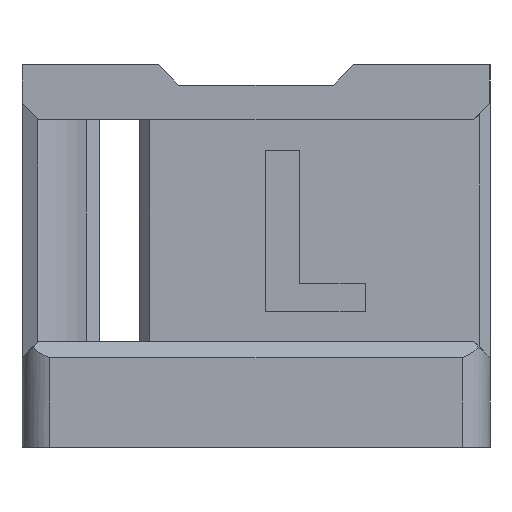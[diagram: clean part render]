
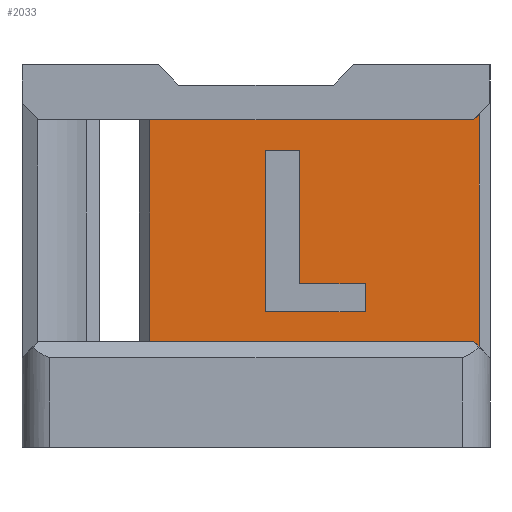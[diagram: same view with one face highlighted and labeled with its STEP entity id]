
A CAD part, left-side view. The second image highlights one B-rep face of the part: STEP entity #2033.
In plain terms, the highlighted planar face has unit normal (-1, 0, 0).
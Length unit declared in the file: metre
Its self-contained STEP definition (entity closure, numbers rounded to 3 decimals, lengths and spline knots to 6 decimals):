
#108=ORIENTED_EDGE('',*,*,#700,.T.);
#109=ORIENTED_EDGE('',*,*,#701,.T.);
#110=ORIENTED_EDGE('',*,*,#702,.T.);
#111=ORIENTED_EDGE('',*,*,#703,.T.);
#112=ORIENTED_EDGE('',*,*,#704,.F.);
#113=ORIENTED_EDGE('',*,*,#705,.T.);
#114=ORIENTED_EDGE('',*,*,#706,.T.);
#115=ORIENTED_EDGE('',*,*,#707,.T.);
#116=ORIENTED_EDGE('',*,*,#708,.T.);
#117=ORIENTED_EDGE('',*,*,#709,.T.);
#118=ORIENTED_EDGE('',*,*,#710,.T.);
#119=ORIENTED_EDGE('',*,*,#711,.T.);
#700=EDGE_CURVE('',#996,#997,#1197,.T.);
#701=EDGE_CURVE('',#997,#998,#1198,.F.);
#702=EDGE_CURVE('',#998,#999,#1199,.T.);
#703=EDGE_CURVE('',#999,#1000,#1200,.T.);
#704=EDGE_CURVE('',#1001,#1000,#1201,.T.);
#705=EDGE_CURVE('',#1001,#996,#1202,.T.);
#706=EDGE_CURVE('',#1002,#1003,#1203,.T.);
#707=EDGE_CURVE('',#1003,#1004,#1204,.T.);
#708=EDGE_CURVE('',#1004,#1005,#1205,.T.);
#709=EDGE_CURVE('',#1005,#1006,#1206,.T.);
#710=EDGE_CURVE('',#1006,#1007,#1207,.T.);
#711=EDGE_CURVE('',#1007,#1002,#1208,.T.);
#996=VERTEX_POINT('',#2895);
#997=VERTEX_POINT('',#2896);
#998=VERTEX_POINT('',#2898);
#999=VERTEX_POINT('',#2900);
#1000=VERTEX_POINT('',#2902);
#1001=VERTEX_POINT('',#2904);
#1002=VERTEX_POINT('',#2907);
#1003=VERTEX_POINT('',#2908);
#1004=VERTEX_POINT('',#2910);
#1005=VERTEX_POINT('',#2912);
#1006=VERTEX_POINT('',#2914);
#1007=VERTEX_POINT('',#2916);
#1197=LINE('',#2894,#1432);
#1198=LINE('',#2897,#1433);
#1199=LINE('',#2899,#1434);
#1200=LINE('',#2901,#1435);
#1201=LINE('',#2903,#1436);
#1202=LINE('',#2905,#1437);
#1203=LINE('',#2906,#1438);
#1204=LINE('',#2909,#1439);
#1205=LINE('',#2911,#1440);
#1206=LINE('',#2913,#1441);
#1207=LINE('',#2915,#1442);
#1208=LINE('',#2917,#1443);
#1432=VECTOR('',#2327,1.);
#1433=VECTOR('',#2328,1.);
#1434=VECTOR('',#2329,1.);
#1435=VECTOR('',#2330,1.);
#1436=VECTOR('',#2331,1.);
#1437=VECTOR('',#2332,1.);
#1438=VECTOR('',#2333,1.);
#1439=VECTOR('',#2334,1.);
#1440=VECTOR('',#2335,1.);
#1441=VECTOR('',#2336,1.);
#1442=VECTOR('',#2337,1.);
#1443=VECTOR('',#2338,1.);
#1667=EDGE_LOOP('',(#108,#109,#110,#111,#112,#113));
#1668=EDGE_LOOP('',(#114,#115,#116,#117,#118,#119));
#1808=FACE_BOUND('',#1667,.T.);
#1809=FACE_BOUND('',#1668,.T.);
#1949=PLANE('',#2157);
#2033=ADVANCED_FACE('',(#1808,#1809),#1949,.T.);
#2157=AXIS2_PLACEMENT_3D('',#2893,#2325,#2326);
#2325=DIRECTION('',(-1.,0.,0.));
#2326=DIRECTION('',(0.,0.,1.));
#2327=DIRECTION('',(0.,0.,1.));
#2328=DIRECTION('',(0.,-0.707,0.707));
#2329=DIRECTION('',(0.,1.,0.));
#2330=DIRECTION('',(0.,0.,-1.));
#2331=DIRECTION('',(0.,1.,0.));
#2332=DIRECTION('',(0.,-0.707,-0.707));
#2333=DIRECTION('',(0.,1.,0.));
#2334=DIRECTION('',(0.,0.,1.));
#2335=DIRECTION('',(0.,-1.,0.));
#2336=DIRECTION('',(0.,0.,-1.));
#2337=DIRECTION('',(0.,-1.,0.));
#2338=DIRECTION('',(0.,0.,-1.));
#2893=CARTESIAN_POINT('',(0.021325,-0.007034,0.0226));
#2894=CARTESIAN_POINT('',(0.021325,-0.027459,0.04525));
#2895=CARTESIAN_POINT('',(0.021325,-0.027459,0.017291));
#2896=CARTESIAN_POINT('',(0.021325,-0.027459,0.045959));
#2897=CARTESIAN_POINT('',(0.021325,-0.02875,0.04725));
#2898=CARTESIAN_POINT('',(0.021325,-0.02675,0.04525));
#2899=CARTESIAN_POINT('',(0.021325,-0.007034,0.04525));
#2900=CARTESIAN_POINT('',(0.021325,0.013057,0.04525));
#2901=CARTESIAN_POINT('',(0.021325,0.013057,0.0226));
#2902=CARTESIAN_POINT('',(0.021325,0.013057,0.018));
#2903=CARTESIAN_POINT('',(0.021325,-0.007034,0.018));
#2904=CARTESIAN_POINT('',(0.021325,-0.02675,0.018));
#2905=CARTESIAN_POINT('',(0.021325,-0.02675,0.018));
#2906=CARTESIAN_POINT('',(0.021325,-0.00729,0.021625));
#2907=CARTESIAN_POINT('',(0.021325,-0.013414,0.021625));
#2908=CARTESIAN_POINT('',(0.021325,-0.001166,0.021625));
#2909=CARTESIAN_POINT('',(0.021325,-0.001166,0.03154));
#2910=CARTESIAN_POINT('',(0.021325,-0.001166,0.041456));
#2911=CARTESIAN_POINT('',(0.021325,-0.003269,0.041456));
#2912=CARTESIAN_POINT('',(0.021325,-0.005372,0.041456));
#2913=CARTESIAN_POINT('',(0.021325,-0.005372,0.033276));
#2914=CARTESIAN_POINT('',(0.021325,-0.005372,0.025097));
#2915=CARTESIAN_POINT('',(0.021325,-0.009393,0.025097));
#2916=CARTESIAN_POINT('',(0.021325,-0.013414,0.025097));
#2917=CARTESIAN_POINT('',(0.021325,-0.013414,0.023361));
